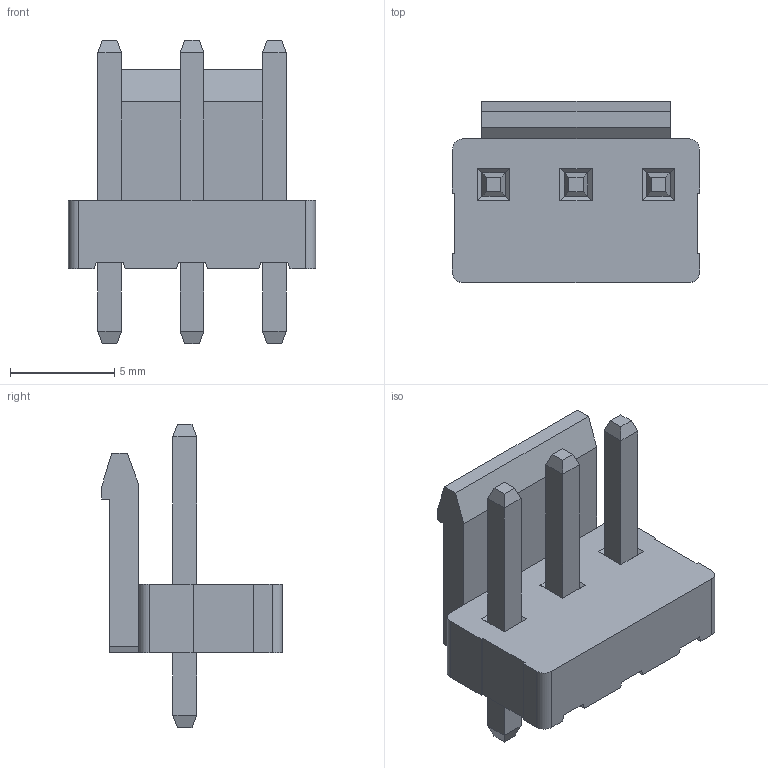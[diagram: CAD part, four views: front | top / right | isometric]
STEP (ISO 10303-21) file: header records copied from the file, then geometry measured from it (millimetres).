
FILE_DESCRIPTION( ('This file contains a STEP AP42 implementation' ,'as created by ZW3D STEP Interface translator.') ,'2;1' );
FILE_NAME( 'WF3963-WSXXSXW0X.stp' ,'231018.151334', (''), ('ZWCAD Software Co.'), 'Version 1.0', 'ZW3D to STEP translator', '' );
FILE_SCHEMA(('AUTOMOTIVE_DESIGN { 1 0 10303 214 1 1 1 1 }'));
Length unit declared in the file: millimetre
Products named in the file (2): 0; WF3963-WSXXSXW0X
Bounding box: 11.88 x 8.7 x 14.6 mm (x, y, z)
Volume: 400.2 mm3; surface area: 649.3 mm2
Topology: 1 solids, 1 shells, 140 faces, 346 edges, 214 vertices
Faces by surface type: plane 136, cylinder 4
Entity records: 4175 total; most frequent: CARTESIAN_POINT 701, ORIENTED_EDGE 692, DIRECTION 636, EDGE_CURVE 346, VECTOR 338, LINE 338, VERTEX_POINT 214, AXIS2_PLACEMENT_3D 149
